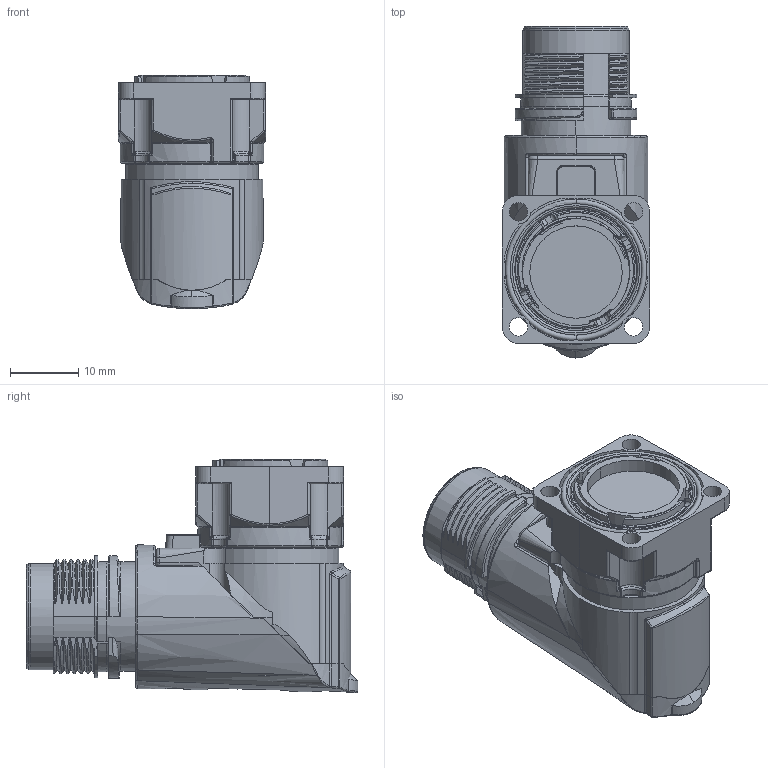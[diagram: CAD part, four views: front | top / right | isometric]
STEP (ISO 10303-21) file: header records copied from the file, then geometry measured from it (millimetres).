
FILE_DESCRIPTION(/* description */ (''),/* implementation_level */ '2;1');
FILE_NAME(/* name */ '1650096102500_02-M17-MC04_5-BKP21.6-SE-OD2.7_成品_stp_stp_stp_stp.stp',/* time_stamp */ '2024-03-20T16:27:09+08:00',/* author */ (''),/* organization */ (''),/* preprocessor_version */ 'ST-DEVELOPER v18.1',/* originating_system */ 'SIEMENS PLM Software NX 1980',/* authorisation */ '');
FILE_SCHEMA (('AUTOMOTIVE_DESIGN { 1 0 10303 214 3 1 1 1 }'));
Length unit declared in the file: millimetre
Products named in the file (1): 1650096102500_02-M17-MC04_5-BKP21.6-SE-OD2.7_成品_stp_stp
_stp_stp
Bounding box: 21.6 x 48.5 x 34.1 mm (x, y, z)
Volume: 17512.8 mm3; surface area: 12479.6 mm2
Topology: 3 solids, 7 shells, 1801 faces, 4966 edges, 3155 vertices
Faces by surface type: cylinder 684, plane 545, torus 319, cone 113, bspline 75, sphere 58, extrusion 4, revolution 3
Full cylindrical faces by diameter (mm): 2.7 x4, 5.6 x1, 13.725 x2, 15.5 x1, 17 x1
Entity records: 111736 total; most frequent: CARTESIAN_POINT 69861, ORIENTED_EDGE 9860, DIRECTION 7166, EDGE_CURVE 4930, VERTEX_POINT 3147, AXIS2_PLACEMENT_3D 2837, B_SPLINE_CURVE_WITH_KNOTS 2314, EDGE_LOOP 1917
